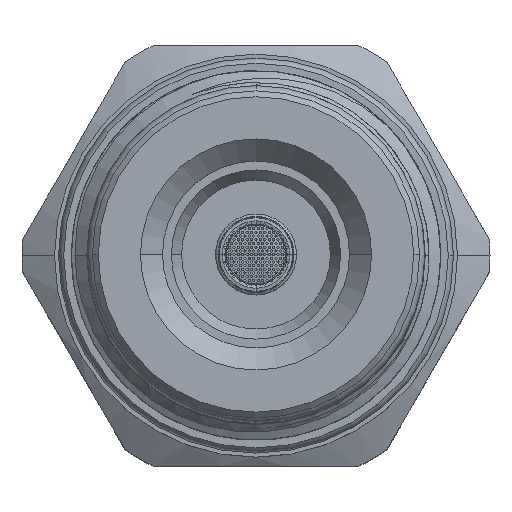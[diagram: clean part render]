
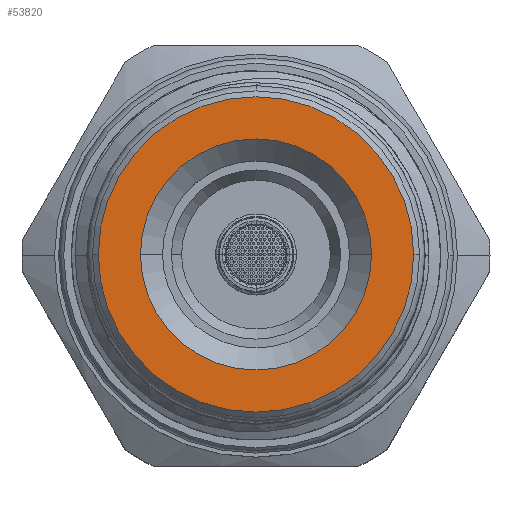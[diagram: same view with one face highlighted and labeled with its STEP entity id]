
A CAD part, top view. The second image highlights one B-rep face of the part: STEP entity #53820.
In plain terms, the highlighted planar face has unit normal (0, 0, 1).
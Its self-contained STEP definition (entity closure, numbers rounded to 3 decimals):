
#812 = DIRECTION ( 'NONE',  ( 0., 0., 1. ) ) ;
#3572 = VERTEX_POINT ( 'NONE', #4208 ) ;
#3620 = CARTESIAN_POINT ( 'NONE',  ( -10.715, 0., -2.957 ) ) ;
#4208 = CARTESIAN_POINT ( 'NONE',  ( -7.85, 0., -2.957 ) ) ;
#5255 = ORIENTED_EDGE ( 'NONE', *, *, #41021, .F. ) ;
#6271 = CARTESIAN_POINT ( 'NONE',  ( 0., 0., -2.957 ) ) ;
#7648 = AXIS2_PLACEMENT_3D ( 'NONE', #41410, #19967, #37062 ) ;
#9450 = CARTESIAN_POINT ( 'NONE',  ( 0., 0., -2.957 ) ) ;
#10524 = DIRECTION ( 'NONE',  ( -1., 0., 0. ) ) ;
#11318 = EDGE_CURVE ( 'NONE', #24042, #45454, #24144, .T. ) ;
#12225 = AXIS2_PLACEMENT_3D ( 'NONE', #9450, #812, #51919 ) ;
#13158 = CARTESIAN_POINT ( 'NONE',  ( 10.715, 0., -2.957 ) ) ;
#14976 = PLANE ( 'NONE',  #46930 ) ;
#15543 = DIRECTION ( 'NONE',  ( -1., 0., 0. ) ) ;
#15840 = CIRCLE ( 'NONE', #52383, 7.85 ) ;
#19675 = CARTESIAN_POINT ( 'NONE',  ( 0., 0., -2.957 ) ) ;
#19967 = DIRECTION ( 'NONE',  ( 0., 0., 1. ) ) ;
#24042 = VERTEX_POINT ( 'NONE', #13158 ) ;
#24144 = CIRCLE ( 'NONE', #12225, 10.715 ) ;
#24200 = CIRCLE ( 'NONE', #29964, 10.715 ) ;
#29964 = AXIS2_PLACEMENT_3D ( 'NONE', #53160, #52973, #10524 ) ;
#30474 = EDGE_CURVE ( 'NONE', #3572, #33735, #36590, .T. ) ;
#30656 = ORIENTED_EDGE ( 'NONE', *, *, #11318, .T. ) ;
#33735 = VERTEX_POINT ( 'NONE', #38428 ) ;
#36590 = CIRCLE ( 'NONE', #7648, 7.85 ) ;
#37062 = DIRECTION ( 'NONE',  ( 1., 0., 0. ) ) ;
#38428 = CARTESIAN_POINT ( 'NONE',  ( 7.85, 0., -2.957 ) ) ;
#41021 = EDGE_CURVE ( 'NONE', #33735, #3572, #15840, .T. ) ;
#41410 = CARTESIAN_POINT ( 'NONE',  ( 0., 0., -2.957 ) ) ;
#44250 = FACE_BOUND ( 'NONE', #50072, .T. ) ;
#45034 = DIRECTION ( 'NONE',  ( 0., 0., -1. ) ) ;
#45454 = VERTEX_POINT ( 'NONE', #3620 ) ;
#45705 = DIRECTION ( 'NONE',  ( 0., 0., 1. ) ) ;
#46586 = ORIENTED_EDGE ( 'NONE', *, *, #50967, .T. ) ;
#46930 = AXIS2_PLACEMENT_3D ( 'NONE', #19675, #45034, #15543 ) ;
#48940 = FACE_OUTER_BOUND ( 'NONE', #52500, .T. ) ;
#50072 = EDGE_LOOP ( 'NONE', ( #5255, #52610 ) ) ;
#50967 = EDGE_CURVE ( 'NONE', #45454, #24042, #24200, .T. ) ;
#51919 = DIRECTION ( 'NONE',  ( -1., 0., 0. ) ) ;
#52383 = AXIS2_PLACEMENT_3D ( 'NONE', #6271, #45705, #53970 ) ;
#52500 = EDGE_LOOP ( 'NONE', ( #46586, #30656 ) ) ;
#52610 = ORIENTED_EDGE ( 'NONE', *, *, #30474, .F. ) ;
#52973 = DIRECTION ( 'NONE',  ( 0., 0., 1. ) ) ;
#53160 = CARTESIAN_POINT ( 'NONE',  ( 0., 0., -2.957 ) ) ;
#53820 = ADVANCED_FACE ( 'NONE', ( #48940, #44250 ), #14976, .F. ) ;
#53970 = DIRECTION ( 'NONE',  ( 1., 0., 0. ) ) ;
